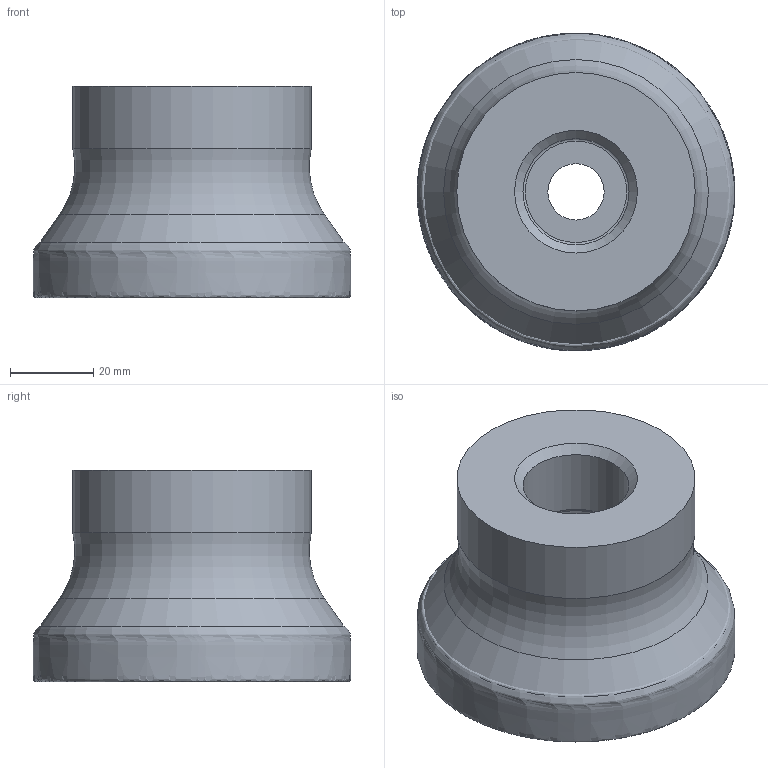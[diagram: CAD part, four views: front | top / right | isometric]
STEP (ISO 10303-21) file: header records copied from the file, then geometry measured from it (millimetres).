
FILE_DESCRIPTION(/* description */ (''),/* implementation_level */ '2;1');
FILE_NAME(/* name */ '1696346938913.stp',/* time_stamp */ '2023-10-03T20:59:10+05:00',/* author */ (''),/* organization */ ('SMS'),/* preprocessor_version */ 'ST-DEVELOPER v16.7',/* originating_system */ 'SIEMENS PLM Software NX 12.0',/* authorisation */ '');
FILE_SCHEMA (('AUTOMOTIVE_DESIGN { 1 0 10303 214 3 1 1 1 }'));
Length unit declared in the file: millimetre
Products named in the file (4): 204674516mod000_00; 204686280mod000_00; ASSEMBLY_CONSTRUCTION; 204686278mod000_00
Assembly tree (3 placements, depth 2):
  204686278mod000_00
    ASSEMBLY_CONSTRUCTION
    204686280mod000_00
    204674516mod000_00
Bounding box: 76.14 x 76.14 x 50.77 mm (x, y, z)
Volume: 152971.8 mm3; surface area: 28786.6 mm2
Topology: 2 solids, 2 shells, 24 faces, 46 edges, 43 vertices
Faces by surface type: torus 7, plane 6, cylinder 6, cone 4, bspline 1
Full cylindrical faces by diameter (mm): 13.5 x1, 21 x1, 25.41 x1, 25.9 x1, 57.15 x1, 73.7 x1
Entity records: 11107 total; most frequent: CARTESIAN_POINT 10448, DIRECTION 124, AXIS2_PLACEMENT_3D 62, FACE_BOUND 47, EDGE_LOOP 46, ORIENTED_EDGE 46, STYLED_ITEM 30, PRESENTATION_STYLE_ASSIGNMENT 30
